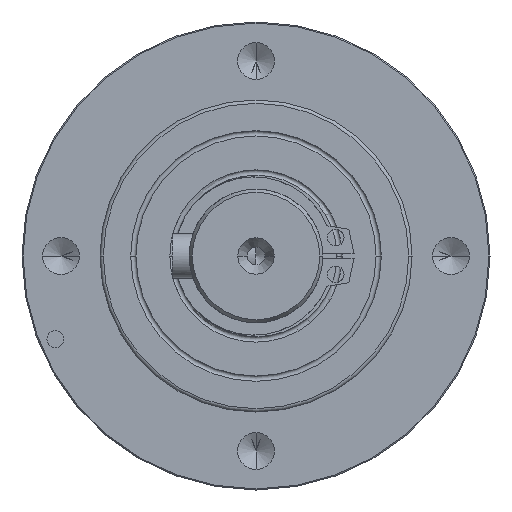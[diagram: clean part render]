
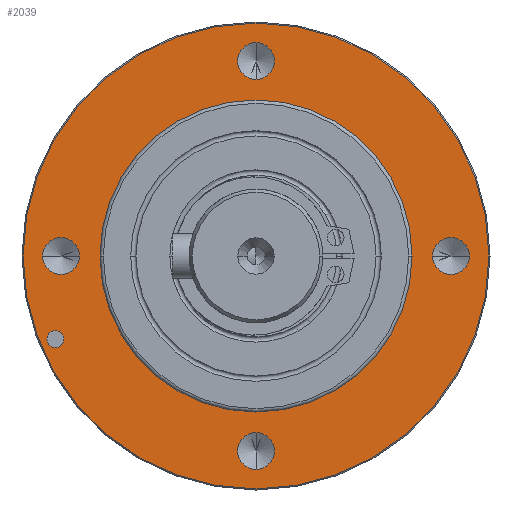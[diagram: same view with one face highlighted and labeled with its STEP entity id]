
A CAD part, left-side view. The second image highlights one B-rep face of the part: STEP entity #2039.
In plain terms, the highlighted planar face has unit normal (-1, 0, 0).
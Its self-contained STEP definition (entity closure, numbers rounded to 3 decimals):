
#453=CARTESIAN_POINT('',(0.,17.5,0.));
#454=DIRECTION('',(-1.,0.,0.));
#455=DIRECTION('',(0.,1.,0.));
#456=AXIS2_PLACEMENT_3D('',#453,#454,#455);
#458=CARTESIAN_POINT('',(0.,17.5,0.));
#459=DIRECTION('',(-1.,0.,0.));
#460=DIRECTION('',(0.,-1.,0.));
#461=AXIS2_PLACEMENT_3D('',#458,#459,#460);
#463=CARTESIAN_POINT('',(0.,0.,17.5));
#464=DIRECTION('',(-1.,0.,0.));
#465=DIRECTION('',(0.,0.,1.));
#466=AXIS2_PLACEMENT_3D('',#463,#464,#465);
#468=CARTESIAN_POINT('',(0.,0.,17.5));
#469=DIRECTION('',(-1.,0.,0.));
#470=DIRECTION('',(0.,0.,-1.));
#471=AXIS2_PLACEMENT_3D('',#468,#469,#470);
#473=CARTESIAN_POINT('',(0.,-17.5,0.));
#474=DIRECTION('',(-1.,0.,0.));
#475=DIRECTION('',(0.,-1.,0.));
#476=AXIS2_PLACEMENT_3D('',#473,#474,#475);
#478=CARTESIAN_POINT('',(0.,-17.5,0.));
#479=DIRECTION('',(-1.,0.,0.));
#480=DIRECTION('',(0.,1.,0.));
#481=AXIS2_PLACEMENT_3D('',#478,#479,#480);
#483=CARTESIAN_POINT('',(0.,0.,-17.5));
#484=DIRECTION('',(-1.,0.,0.));
#485=DIRECTION('',(0.,0.,-1.));
#486=AXIS2_PLACEMENT_3D('',#483,#484,#485);
#488=CARTESIAN_POINT('',(0.,0.,-17.5));
#489=DIRECTION('',(-1.,0.,0.));
#490=DIRECTION('',(0.,0.,1.));
#491=AXIS2_PLACEMENT_3D('',#488,#489,#490);
#493=CARTESIAN_POINT('',(0.,18.016,-7.462));
#494=DIRECTION('',(1.,0.,0.));
#495=DIRECTION('',(0.,1.,0.));
#496=AXIS2_PLACEMENT_3D('',#493,#494,#495);
#498=CARTESIAN_POINT('',(0.,18.016,-7.462));
#499=DIRECTION('',(1.,0.,0.));
#500=DIRECTION('',(0.,-1.,0.));
#501=AXIS2_PLACEMENT_3D('',#498,#499,#500);
#503=CARTESIAN_POINT('',(0.,0.,0.));
#504=DIRECTION('',(-1.,0.,0.));
#505=DIRECTION('',(0.,1.,0.));
#506=AXIS2_PLACEMENT_3D('',#503,#504,#505);
#508=CARTESIAN_POINT('',(0.,0.,0.));
#509=DIRECTION('',(-1.,0.,0.));
#510=DIRECTION('',(0.,-1.,0.));
#511=AXIS2_PLACEMENT_3D('',#508,#509,#510);
#522=CARTESIAN_POINT('',(0.,0.,0.));
#523=DIRECTION('',(-1.,0.,0.));
#524=DIRECTION('',(0.,1.,0.));
#525=AXIS2_PLACEMENT_3D('',#522,#523,#524);
#1105=CARTESIAN_POINT('',(0.,0.,0.));
#1106=DIRECTION('',(1.,0.,0.));
#1107=DIRECTION('',(0.,1.,0.));
#1108=AXIS2_PLACEMENT_3D('',#1105,#1106,#1107);
#1355=CARTESIAN_POINT('',(0.,14.,0.));
#1356=CARTESIAN_POINT('',(0.,-14.,0.));
#1357=VERTEX_POINT('',#1355);
#1358=VERTEX_POINT('',#1356);
#1459=CARTESIAN_POINT('',(0.,20.9,0.));
#1460=CARTESIAN_POINT('',(0.,-20.9,0.));
#1461=VERTEX_POINT('',#1459);
#1462=VERTEX_POINT('',#1460);
#1499=CARTESIAN_POINT('',(0.,19.15,0.));
#1500=CARTESIAN_POINT('',(0.,15.85,0.));
#1501=VERTEX_POINT('',#1499);
#1502=VERTEX_POINT('',#1500);
#1535=CARTESIAN_POINT('',(0.,0.,19.15));
#1536=CARTESIAN_POINT('',(0.,0.,15.85));
#1537=VERTEX_POINT('',#1535);
#1538=VERTEX_POINT('',#1536);
#1545=CARTESIAN_POINT('',(0.,-19.15,0.));
#1546=CARTESIAN_POINT('',(0.,-15.85,0.));
#1547=VERTEX_POINT('',#1545);
#1548=VERTEX_POINT('',#1546);
#1555=CARTESIAN_POINT('',(0.,0.,-19.15));
#1556=CARTESIAN_POINT('',(0.,0.,-15.85));
#1557=VERTEX_POINT('',#1555);
#1558=VERTEX_POINT('',#1556);
#1563=CARTESIAN_POINT('',(0.,18.766,-7.462));
#1564=CARTESIAN_POINT('',(0.,17.266,-7.462));
#1565=VERTEX_POINT('',#1563);
#1566=VERTEX_POINT('',#1564);
#1993=CARTESIAN_POINT('',(0.,0.,0.));
#1994=DIRECTION('',(1.,0.,0.));
#1995=DIRECTION('',(0.,-1.,0.));
#1996=AXIS2_PLACEMENT_3D('',#1993,#1994,#1995);
#1997=PLANE('',#1996);
#1999=ORIENTED_EDGE('',*,*,#1998,.F.);
#2000=ORIENTED_EDGE('',*,*,#1983,.F.);
#2001=EDGE_LOOP('',(#1999,#2000));
#2002=FACE_OUTER_BOUND('',#2001,.F.);
#2004=ORIENTED_EDGE('',*,*,#2003,.T.);
#2006=ORIENTED_EDGE('',*,*,#2005,.T.);
#2007=EDGE_LOOP('',(#2004,#2006));
#2008=FACE_BOUND('',#2007,.F.);
#2010=ORIENTED_EDGE('',*,*,#2009,.T.);
#2012=ORIENTED_EDGE('',*,*,#2011,.T.);
#2013=EDGE_LOOP('',(#2010,#2012));
#2014=FACE_BOUND('',#2013,.F.);
#2016=ORIENTED_EDGE('',*,*,#2015,.T.);
#2018=ORIENTED_EDGE('',*,*,#2017,.T.);
#2019=EDGE_LOOP('',(#2016,#2018));
#2020=FACE_BOUND('',#2019,.F.);
#2022=ORIENTED_EDGE('',*,*,#2021,.T.);
#2024=ORIENTED_EDGE('',*,*,#2023,.T.);
#2025=EDGE_LOOP('',(#2022,#2024));
#2026=FACE_BOUND('',#2025,.F.);
#2028=ORIENTED_EDGE('',*,*,#2027,.F.);
#2030=ORIENTED_EDGE('',*,*,#2029,.F.);
#2031=EDGE_LOOP('',(#2028,#2030));
#2032=FACE_BOUND('',#2031,.F.);
#2034=ORIENTED_EDGE('',*,*,#2033,.T.);
#2036=ORIENTED_EDGE('',*,*,#2035,.F.);
#2037=EDGE_LOOP('',(#2034,#2036));
#2038=FACE_BOUND('',#2037,.F.);
#2039=ADVANCED_FACE('',(#2002,#2008,#2014,#2020,#2026,#2032,#2038),#1997,.F.);
#457=CIRCLE('',#456,1.65);
#462=CIRCLE('',#461,1.65);
#467=CIRCLE('',#466,1.65);
#472=CIRCLE('',#471,1.65);
#477=CIRCLE('',#476,1.65);
#482=CIRCLE('',#481,1.65);
#487=CIRCLE('',#486,1.65);
#492=CIRCLE('',#491,1.65);
#497=CIRCLE('',#496,0.75);
#502=CIRCLE('',#501,0.75);
#507=CIRCLE('',#506,20.9);
#512=CIRCLE('',#511,20.9);
#526=CIRCLE('',#525,14.);
#1109=CIRCLE('',#1108,14.);
#1983=EDGE_CURVE('',#1462,#1461,#512,.T.);
#1998=EDGE_CURVE('',#1461,#1462,#507,.T.);
#2003=EDGE_CURVE('',#1501,#1502,#457,.T.);
#2005=EDGE_CURVE('',#1502,#1501,#462,.T.);
#2009=EDGE_CURVE('',#1537,#1538,#467,.T.);
#2011=EDGE_CURVE('',#1538,#1537,#472,.T.);
#2015=EDGE_CURVE('',#1547,#1548,#477,.T.);
#2017=EDGE_CURVE('',#1548,#1547,#482,.T.);
#2021=EDGE_CURVE('',#1557,#1558,#487,.T.);
#2023=EDGE_CURVE('',#1558,#1557,#492,.T.);
#2027=EDGE_CURVE('',#1565,#1566,#497,.T.);
#2029=EDGE_CURVE('',#1566,#1565,#502,.T.);
#2033=EDGE_CURVE('',#1357,#1358,#526,.T.);
#2035=EDGE_CURVE('',#1357,#1358,#1109,.T.);
